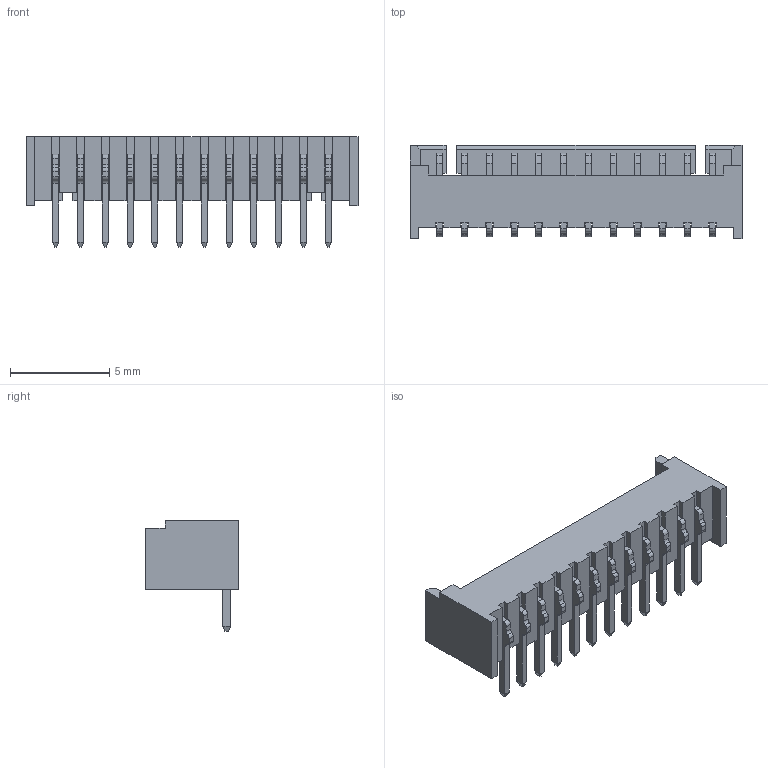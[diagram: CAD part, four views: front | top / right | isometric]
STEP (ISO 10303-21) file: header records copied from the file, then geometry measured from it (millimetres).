
FILE_DESCRIPTION (( 'STEP AP214' ), '1' );
FILE_NAME ('FWF12507-S12B24W5B-REF.STEP', '2025-01-13T02:53:36', ( '' ), ( '' ), 'SwSTEP 2.0', 'SolidWorks 2021', '' );
FILE_SCHEMA (( 'AUTOMOTIVE_DESIGN' ));
Length unit declared in the file: millimetre
Products named in the file (1): FWF12507-S12B24W5B-REF
Bounding box: 16.75 x 4.7 x 5.6 mm (x, y, z)
Volume: 111.2 mm3; surface area: 486.4 mm2
Topology: 1 solids, 1 shells, 419 faces, 1131 edges, 726 vertices
Faces by surface type: plane 335, cylinder 84
Entity records: 12955 total; most frequent: CARTESIAN_POINT 2277, ORIENTED_EDGE 2262, DIRECTION 2139, EDGE_CURVE 1131, VECTOR 963, LINE 963, VERTEX_POINT 726, AXIS2_PLACEMENT_3D 588
